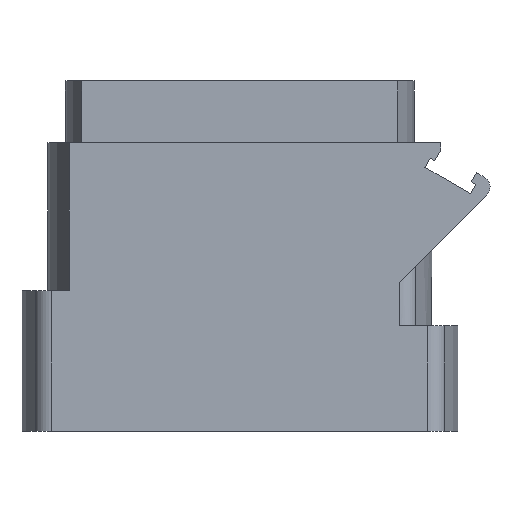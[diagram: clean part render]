
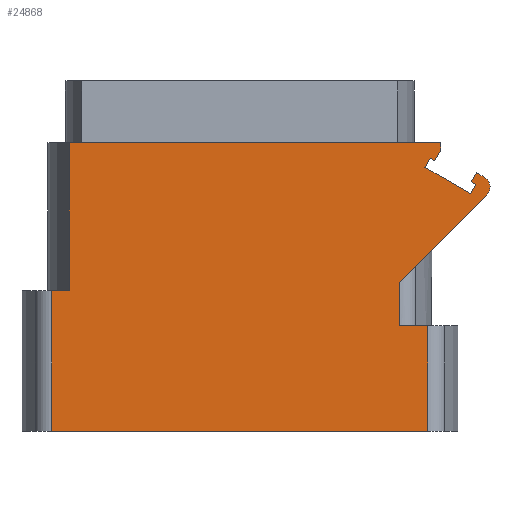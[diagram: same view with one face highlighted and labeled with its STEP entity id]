
A CAD part, front view. The second image highlights one B-rep face of the part: STEP entity #24868.
In plain terms, the highlighted planar face has unit normal (0, -1, 0).
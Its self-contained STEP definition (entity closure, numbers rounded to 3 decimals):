
#10=DIRECTION('',(1.,0.,0.));
#11=VECTOR('',#10,21.35);
#12=CARTESIAN_POINT('',(-10.675,-5.,0.));
#13=LINE('',#12,#11);
#82=DIRECTION('',(0.,0.,-1.));
#83=VECTOR('',#82,0.441);
#84=CARTESIAN_POINT('',(11.4,-5.,16.4));
#85=LINE('',#84,#83);
#86=DIRECTION('',(-0.5,0.,-0.866));
#87=VECTOR('',#86,0.68);
#88=CARTESIAN_POINT('',(11.4,-5.,15.959));
#89=LINE('',#88,#87);
#90=DIRECTION('',(-0.866,0.,0.5));
#91=VECTOR('',#90,0.3);
#92=CARTESIAN_POINT('',(11.06,-5.,15.37));
#93=LINE('',#92,#91);
#94=DIRECTION('',(-0.5,0.,-0.866));
#95=VECTOR('',#94,0.6);
#96=CARTESIAN_POINT('',(10.8,-5.,15.52));
#97=LINE('',#96,#95);
#98=DIRECTION('',(0.5,0.,0.866));
#99=VECTOR('',#98,0.6);
#100=CARTESIAN_POINT('',(13.098,-5.,13.5));
#101=LINE('',#100,#99);
#102=DIRECTION('',(-0.866,0.,0.5));
#103=VECTOR('',#102,0.3);
#104=CARTESIAN_POINT('',(13.398,-5.,14.02));
#105=LINE('',#104,#103);
#106=DIRECTION('',(0.5,0.,0.866));
#107=VECTOR('',#106,0.6);
#108=CARTESIAN_POINT('',(13.138,-5.,14.17));
#109=LINE('',#108,#107);
#110=DIRECTION('',(0.866,0.,-0.5));
#111=VECTOR('',#110,0.504);
#112=CARTESIAN_POINT('',(13.438,-5.,14.689));
#113=LINE('',#112,#111);
#114=CARTESIAN_POINT('',(13.55,-5.,13.874));
#115=DIRECTION('',(0.,1.,0.));
#116=DIRECTION('',(0.5,0.,0.866));
#117=AXIS2_PLACEMENT_3D('',#114,#115,#116);
#123=DIRECTION('',(-1.,0.,0.));
#124=VECTOR('',#123,21.086);
#125=CARTESIAN_POINT('',(11.4,-5.,16.4));
#126=LINE('',#125,#124);
#154=DIRECTION('',(0.,0.,-1.));
#155=VECTOR('',#154,8.4);
#156=CARTESIAN_POINT('',(-9.686,-5.,16.4));
#157=LINE('',#156,#155);
#167=DIRECTION('',(1.,0.,0.));
#168=VECTOR('',#167,0.99);
#169=CARTESIAN_POINT('',(-10.675,-5.,8.));
#170=LINE('',#169,#168);
#194=DIRECTION('',(0.,0.,-1.));
#195=VECTOR('',#194,8.);
#196=CARTESIAN_POINT('',(-10.675,-5.,8.));
#197=LINE('',#196,#195);
#19692=DIRECTION('',(-0.866,0.,0.5));
#19693=VECTOR('',#19692,3.);
#19694=CARTESIAN_POINT('',(13.098,-5.,13.5));
#19695=LINE('',#19694,#19693);
#19736=DIRECTION('',(0.707,0.,0.707));
#19737=VECTOR('',#19736,7.006);
#19738=CARTESIAN_POINT('',(9.056,-5.,8.461));
#19739=LINE('',#19738,#19737);
#19775=DIRECTION('',(-1.,0.,0.));
#19776=VECTOR('',#19775,1.619);
#19777=CARTESIAN_POINT('',(10.675,-5.,6.));
#19778=LINE('',#19777,#19776);
#19802=DIRECTION('',(0.,0.,-1.));
#19803=VECTOR('',#19802,2.461);
#19804=CARTESIAN_POINT('',(9.056,-5.,8.461));
#19805=LINE('',#19804,#19803);
#19829=DIRECTION('',(0.,0.,-1.));
#19830=VECTOR('',#19829,6.);
#19831=CARTESIAN_POINT('',(10.675,-5.,6.));
#19832=LINE('',#19831,#19830);
#19839=CARTESIAN_POINT('',(-9.686,-5.,8.));
#19841=VERTEX_POINT('',#19839);
#19854=CARTESIAN_POINT('',(10.675,-5.,0.));
#19855=VERTEX_POINT('',#19854);
#19856=CARTESIAN_POINT('',(10.675,-5.,6.));
#19857=VERTEX_POINT('',#19856);
#19866=CARTESIAN_POINT('',(-10.675,-5.,8.));
#19867=CARTESIAN_POINT('',(-10.675,-5.,0.));
#19868=VERTEX_POINT('',#19866);
#19869=VERTEX_POINT('',#19867);
#19874=CARTESIAN_POINT('',(13.398,-5.,14.02));
#19875=CARTESIAN_POINT('',(13.138,-5.,14.17));
#19876=VERTEX_POINT('',#19874);
#19877=VERTEX_POINT('',#19875);
#19878=CARTESIAN_POINT('',(13.438,-5.,14.689));
#19879=VERTEX_POINT('',#19878);
#19880=CARTESIAN_POINT('',(13.098,-5.,13.5));
#19881=VERTEX_POINT('',#19880);
#19890=CARTESIAN_POINT('',(13.875,-5.,14.437));
#19891=VERTEX_POINT('',#19890);
#19892=CARTESIAN_POINT('',(11.06,-5.,15.37));
#19893=CARTESIAN_POINT('',(10.8,-5.,15.52));
#19894=VERTEX_POINT('',#19892);
#19895=VERTEX_POINT('',#19893);
#19896=CARTESIAN_POINT('',(10.5,-5.,15.));
#19897=VERTEX_POINT('',#19896);
#19906=CARTESIAN_POINT('',(14.01,-5.,13.415));
#19907=VERTEX_POINT('',#19906);
#19922=CARTESIAN_POINT('',(9.056,-5.,8.461));
#19923=CARTESIAN_POINT('',(9.056,-5.,6.));
#19924=VERTEX_POINT('',#19922);
#19925=VERTEX_POINT('',#19923);
#19926=CARTESIAN_POINT('',(-9.686,-5.,16.4));
#19928=VERTEX_POINT('',#19926);
#19930=CARTESIAN_POINT('',(11.4,-5.,16.4));
#19932=VERTEX_POINT('',#19930);
#19934=CARTESIAN_POINT('',(11.4,-5.,15.959));
#19936=VERTEX_POINT('',#19934);
#24826=CARTESIAN_POINT('',(-11.347,-5.,0.));
#24827=DIRECTION('',(0.,-1.,0.));
#24828=DIRECTION('',(1.,0.,0.));
#24829=AXIS2_PLACEMENT_3D('',#24826,#24827,#24828);
#24830=PLANE('',#24829);
#24832=ORIENTED_EDGE('',*,*,#24831,.F.);
#24833=ORIENTED_EDGE('',*,*,#24818,.T.);
#24834=ORIENTED_EDGE('',*,*,#24807,.T.);
#24836=ORIENTED_EDGE('',*,*,#24835,.T.);
#24838=ORIENTED_EDGE('',*,*,#24837,.T.);
#24840=ORIENTED_EDGE('',*,*,#24839,.F.);
#24842=ORIENTED_EDGE('',*,*,#24841,.T.);
#24844=ORIENTED_EDGE('',*,*,#24843,.T.);
#24846=ORIENTED_EDGE('',*,*,#24845,.T.);
#24848=ORIENTED_EDGE('',*,*,#24847,.T.);
#24850=ORIENTED_EDGE('',*,*,#24849,.T.);
#24852=ORIENTED_EDGE('',*,*,#24851,.F.);
#24854=ORIENTED_EDGE('',*,*,#24853,.T.);
#24856=ORIENTED_EDGE('',*,*,#24855,.F.);
#24858=ORIENTED_EDGE('',*,*,#24857,.T.);
#24859=ORIENTED_EDGE('',*,*,#24729,.F.);
#24861=ORIENTED_EDGE('',*,*,#24860,.F.);
#24863=ORIENTED_EDGE('',*,*,#24862,.T.);
#24865=ORIENTED_EDGE('',*,*,#24864,.F.);
#24866=EDGE_LOOP('',(#24832,#24833,#24834,#24836,#24838,#24840,#24842,#24844,
#24846,#24848,#24850,#24852,#24854,#24856,#24858,#24859,#24861,#24863,#24865));
#24867=FACE_OUTER_BOUND('',#24866,.F.);
#24868=ADVANCED_FACE('',(#24867),#24830,.T.);
#118=CIRCLE('',#117,0.65);
#24729=EDGE_CURVE('',#19869,#19855,#13,.T.);
#24807=EDGE_CURVE('',#19936,#19894,#89,.T.);
#24818=EDGE_CURVE('',#19932,#19936,#85,.T.);
#24831=EDGE_CURVE('',#19932,#19928,#126,.T.);
#24835=EDGE_CURVE('',#19894,#19895,#93,.T.);
#24837=EDGE_CURVE('',#19895,#19897,#97,.T.);
#24839=EDGE_CURVE('',#19881,#19897,#19695,.T.);
#24841=EDGE_CURVE('',#19881,#19876,#101,.T.);
#24843=EDGE_CURVE('',#19876,#19877,#105,.T.);
#24845=EDGE_CURVE('',#19877,#19879,#109,.T.);
#24847=EDGE_CURVE('',#19879,#19891,#113,.T.);
#24849=EDGE_CURVE('',#19891,#19907,#118,.T.);
#24851=EDGE_CURVE('',#19924,#19907,#19739,.T.);
#24853=EDGE_CURVE('',#19924,#19925,#19805,.T.);
#24855=EDGE_CURVE('',#19857,#19925,#19778,.T.);
#24857=EDGE_CURVE('',#19857,#19855,#19832,.T.);
#24860=EDGE_CURVE('',#19868,#19869,#197,.T.);
#24862=EDGE_CURVE('',#19868,#19841,#170,.T.);
#24864=EDGE_CURVE('',#19928,#19841,#157,.T.);
